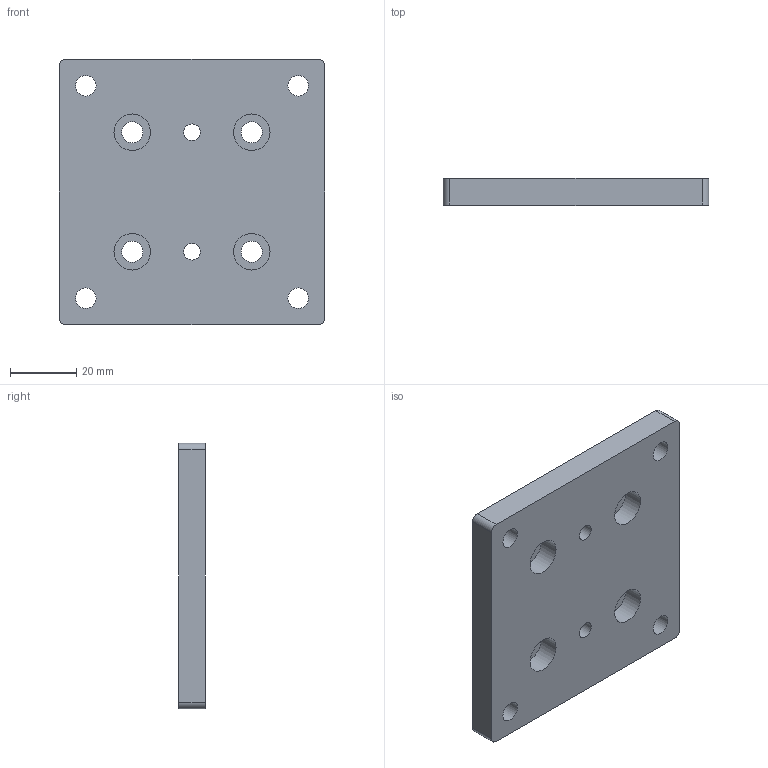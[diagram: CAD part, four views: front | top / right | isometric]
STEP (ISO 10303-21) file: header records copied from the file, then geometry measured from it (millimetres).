
FILE_DESCRIPTION(/* description */ ('Unknown'),/* implementation_level */ '2;1');
FILE_NAME(/* name */ 'T-0000081-Montageplatte',/* time_stamp */ '2020-03-19T17:08:07+01:00',/* author */ ('Unknown'),/* organization */ ('Unknown'),/* preprocessor_version */ 'ST-DEVELOPER v16.7',/* originating_system */ 'Solid Edge',/* authorisation */ 'Unknown');
FILE_SCHEMA (('AUTOMOTIVE_DESIGN {1 0 10303 214 3 1 1}'));
Length unit declared in the file: millimetre
Products named in the file (1): T-0000081-Montageplatte
Bounding box: 80 x 8 x 80 mm (x, y, z)
Volume: 47303.8 mm3; surface area: 16624.6 mm2
Topology: 1 solids, 1 shells, 28 faces, 76 edges, 54 vertices
Faces by surface type: cylinder 18, plane 10
Full cylindrical faces by diameter (mm): 5 x2, 6.2 x4, 6.4 x4, 11 x4
Entity records: 826 total; most frequent: DIRECTION 146, CARTESIAN_POINT 125, ORIENTED_EDGE 104, EDGE_LOOP 66, FACE_BOUND 66, AXIS2_PLACEMENT_3D 65, EDGE_CURVE 52, VERTEX_POINT 44
